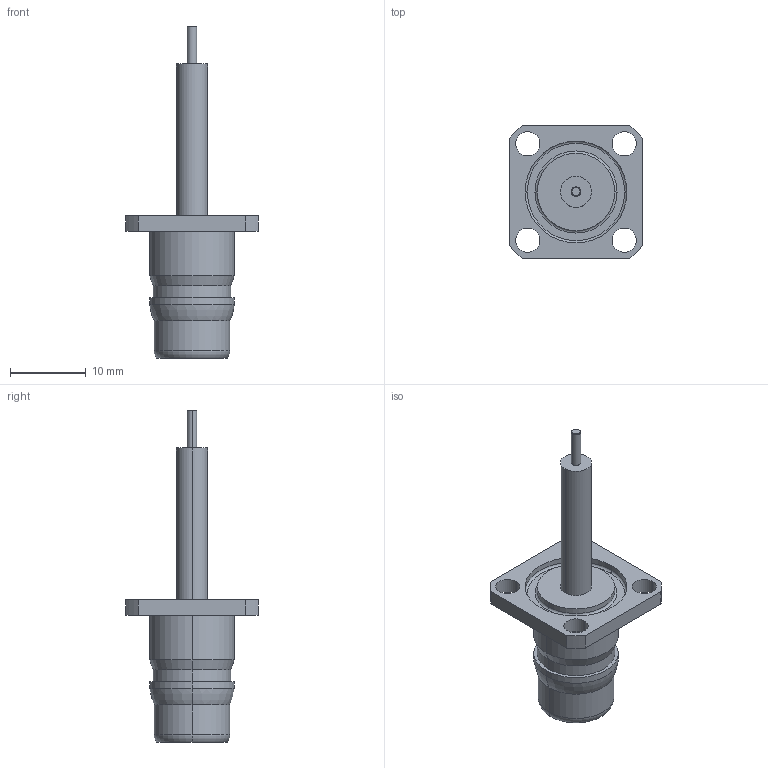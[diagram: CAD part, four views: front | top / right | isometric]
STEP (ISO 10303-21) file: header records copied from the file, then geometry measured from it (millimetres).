
FILE_DESCRIPTION (( 'STEP AP203' ), '1' );
FILE_NAME ('R164.418.300A.STEP', '2015-04-13T14:09:01', ( '' ), ( '' ), 'SwSTEP 2.0', 'SolidWorks 2014', '' );
FILE_SCHEMA (( 'CONFIG_CONTROL_DESIGN' ));
Length unit declared in the file: metre
Products named in the file (1): R164.418.300A
Bounding box: 17.5 x 17.5 x 43.7 mm (x, y, z)
Volume: 1853.4 mm3; surface area: 1984.5 mm2
Topology: 1 solids, 1 shells, 91 faces, 226 edges, 143 vertices
Faces by surface type: cylinder 34, plane 25, cone 22, torus 10
Entity records: 2895 total; most frequent: CARTESIAN_POINT 651, DIRECTION 476, ORIENTED_EDGE 448, EDGE_CURVE 224, AXIS2_PLACEMENT_3D 208, VERTEX_POINT 143, CIRCLE 116, EDGE_LOOP 107
